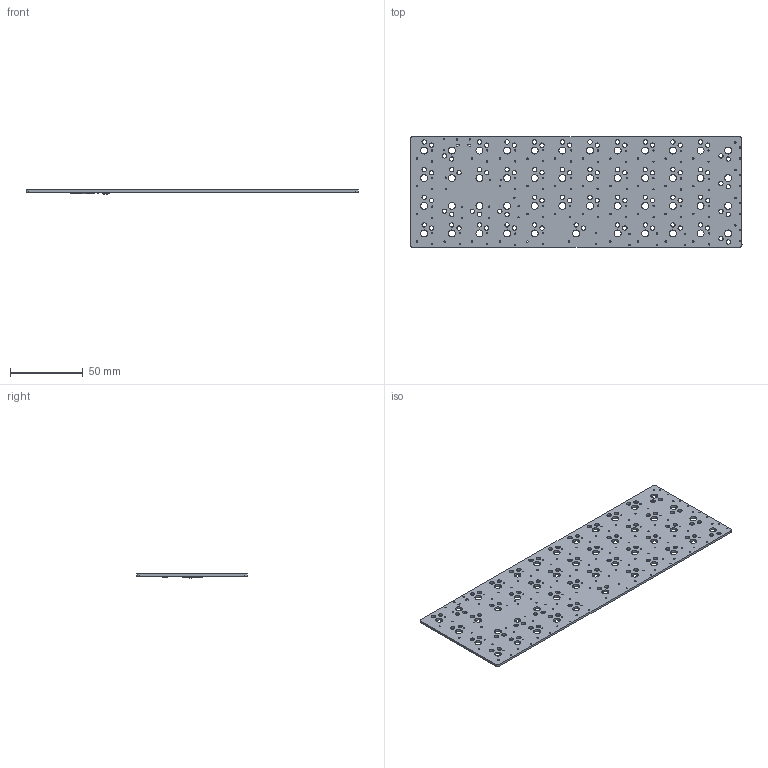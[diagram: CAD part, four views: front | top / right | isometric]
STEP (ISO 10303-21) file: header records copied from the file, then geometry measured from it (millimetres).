
FILE_DESCRIPTION(('KiCad electronic assembly'),'2;1');
FILE_NAME('rhyl47_pcb.step','2025-09-29T14:25:14',('Pcbnew'),('Kicad'), 'Open CASCADE STEP processor 7.8','KiCad to STEP converter','Unknown' );
FILE_SCHEMA(('AUTOMOTIVE_DESIGN { 1 0 10303 214 1 1 1 1 }'));
Length unit declared in the file: millimetre
Products named in the file (8): rhyl47_pcb 1; C_0402_1005Metric; R_0402_1005Metric; QFN-56-1EP_7x7mm_P0.4mm_EP3.2x3.2mm; Fuse_1206_3216Metric; SOT-23-3; Resonator_SMD_Murata_CSTxExxV-3Pin_3.0x1.1mm; rhyl47_pcb_PCB
Assembly tree (26 placements, depth 2):
  rhyl47_pcb 1
    C_0402_1005Metric  x14
    R_0402_1005Metric  x7
    QFN-56-1EP_7x7mm_P0.4mm_EP3.2x3.2mm
    Fuse_1206_3216Metric
    SOT-23-3
    Resonator_SMD_Murata_CSTxExxV-3Pin_3.0x1.1mm
    rhyl47_pcb_PCB
Bounding box: 228.84 x 76.2 x 2.79 mm (x, y, z)
Volume: 23967.9 mm3; surface area: 35807.7 mm2
Topology: 26 solids, 26 shells, 1410 faces, 3888 edges, 2561 vertices
Faces by surface type: plane 854, cylinder 540, bspline 16
Full cylindrical faces by diameter (mm): 0.4 x1, 0.65 x2, 0.813 x94, 1 x42, 3 x94, 4.8 x47
Entity records: 32244 total; most frequent: CARTESIAN_POINT 5206, ORIENTED_EDGE 5088, DIRECTION 4991, EDGE_CURVE 2544, LINE 1851, VECTOR 1851, VERTEX_POINT 1673, AXIS2_PLACEMENT_3D 1570
